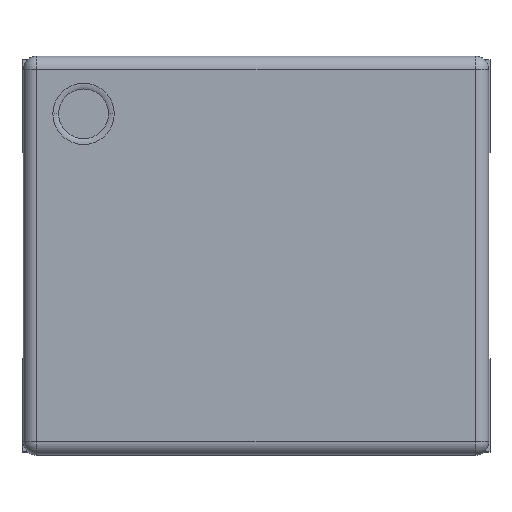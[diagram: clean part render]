
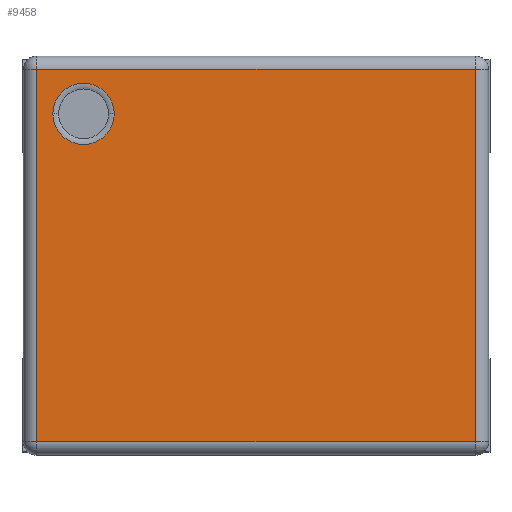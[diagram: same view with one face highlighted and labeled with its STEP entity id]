
A CAD part, top view. The second image highlights one B-rep face of the part: STEP entity #9458.
In plain terms, the highlighted planar face has unit normal (0, 0, 1).
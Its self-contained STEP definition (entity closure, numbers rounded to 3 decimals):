
#26 = EDGE_LOOP ( 'NONE', ( #11673, #1556 ) ) ;
#94 = DIRECTION ( 'NONE',  ( 0., 0., -1. ) ) ;
#268 = CARTESIAN_POINT ( 'NONE',  ( -3.3, -2.8, 3.7 ) ) ;
#807 = CARTESIAN_POINT ( 'NONE',  ( 3.3, 3., 3.7 ) ) ;
#1036 = AXIS2_PLACEMENT_3D ( 'NONE', #12468, #2980, #1426 ) ;
#1043 = CARTESIAN_POINT ( 'NONE',  ( 3.3, 2.8, 3.7 ) ) ;
#1084 = CARTESIAN_POINT ( 'NONE',  ( 3.5, -2.8, 3.7 ) ) ;
#1426 = DIRECTION ( 'NONE',  ( 1., 0., 0. ) ) ;
#1528 = FACE_OUTER_BOUND ( 'NONE', #14117, .T. ) ;
#1556 = ORIENTED_EDGE ( 'NONE', *, *, #8371, .T. ) ;
#1743 = LINE ( 'NONE', #9660, #4224 ) ;
#2222 = VECTOR ( 'NONE', #5866, 1000. ) ;
#2669 = PLANE ( 'NONE',  #1036 ) ;
#2980 = DIRECTION ( 'NONE',  ( 0., 0., 1. ) ) ;
#4093 = EDGE_CURVE ( 'NONE', #7858, #17015, #7658, .T. ) ;
#4224 = VECTOR ( 'NONE', #14483, 1000. ) ;
#4852 = ORIENTED_EDGE ( 'NONE', *, *, #11894, .T. ) ;
#5340 = CARTESIAN_POINT ( 'NONE',  ( 3.3, -2.8, 3.7 ) ) ;
#5866 = DIRECTION ( 'NONE',  ( 1., 0., 0. ) ) ;
#5891 = VECTOR ( 'NONE', #18588, 1000. ) ;
#6198 = ORIENTED_EDGE ( 'NONE', *, *, #9579, .T. ) ;
#6320 = LINE ( 'NONE', #6649, #13374 ) ;
#6649 = CARTESIAN_POINT ( 'NONE',  ( -3.3, -3., 3.7 ) ) ;
#7049 = CIRCLE ( 'NONE', #19780, 0.461 ) ;
#7387 = LINE ( 'NONE', #807, #5891 ) ;
#7658 = LINE ( 'NONE', #1084, #2222 ) ;
#7769 = CARTESIAN_POINT ( 'NONE',  ( -3.3, 2.8, 3.7 ) ) ;
#7858 = VERTEX_POINT ( 'NONE', #268 ) ;
#8063 = ORIENTED_EDGE ( 'NONE', *, *, #11554, .T. ) ;
#8325 = CIRCLE ( 'NONE', #9638, 0.461 ) ;
#8371 = EDGE_CURVE ( 'NONE', #8474, #18453, #8325, .T. ) ;
#8474 = VERTEX_POINT ( 'NONE', #11419 ) ;
#9129 = VERTEX_POINT ( 'NONE', #1043 ) ;
#9444 = FACE_BOUND ( 'NONE', #26, .T. ) ;
#9458 = ADVANCED_FACE ( 'NONE', ( #1528, #9444 ), #2669, .T. ) ;
#9579 = EDGE_CURVE ( 'NONE', #15738, #7858, #6320, .T. ) ;
#9628 = EDGE_CURVE ( 'NONE', #18453, #8474, #7049, .T. ) ;
#9638 = AXIS2_PLACEMENT_3D ( 'NONE', #17214, #94, #11204 ) ;
#9660 = CARTESIAN_POINT ( 'NONE',  ( -3.5, 2.8, 3.7 ) ) ;
#11204 = DIRECTION ( 'NONE',  ( 1., 0., 0. ) ) ;
#11419 = CARTESIAN_POINT ( 'NONE',  ( -3.055, 2.132, 3.7 ) ) ;
#11554 = EDGE_CURVE ( 'NONE', #9129, #15738, #1743, .T. ) ;
#11673 = ORIENTED_EDGE ( 'NONE', *, *, #9628, .T. ) ;
#11894 = EDGE_CURVE ( 'NONE', #17015, #9129, #7387, .T. ) ;
#12468 = CARTESIAN_POINT ( 'NONE',  ( 0., 0., 3.7 ) ) ;
#13374 = VECTOR ( 'NONE', #19308, 1000. ) ;
#14117 = EDGE_LOOP ( 'NONE', ( #6198, #15799, #4852, #8063 ) ) ;
#14483 = DIRECTION ( 'NONE',  ( -1., 0., 0. ) ) ;
#14920 = CARTESIAN_POINT ( 'NONE',  ( -2.133, 2.132, 3.7 ) ) ;
#15738 = VERTEX_POINT ( 'NONE', #7769 ) ;
#15799 = ORIENTED_EDGE ( 'NONE', *, *, #4093, .T. ) ;
#17015 = VERTEX_POINT ( 'NONE', #5340 ) ;
#17214 = CARTESIAN_POINT ( 'NONE',  ( -2.594, 2.132, 3.7 ) ) ;
#17716 = DIRECTION ( 'NONE',  ( 0., 0., -1. ) ) ;
#17830 = DIRECTION ( 'NONE',  ( 1., 0., 0. ) ) ;
#18453 = VERTEX_POINT ( 'NONE', #14920 ) ;
#18588 = DIRECTION ( 'NONE',  ( 0., 1., 0. ) ) ;
#19201 = CARTESIAN_POINT ( 'NONE',  ( -2.594, 2.132, 3.7 ) ) ;
#19308 = DIRECTION ( 'NONE',  ( 0., -1., 0. ) ) ;
#19780 = AXIS2_PLACEMENT_3D ( 'NONE', #19201, #17716, #17830 ) ;
